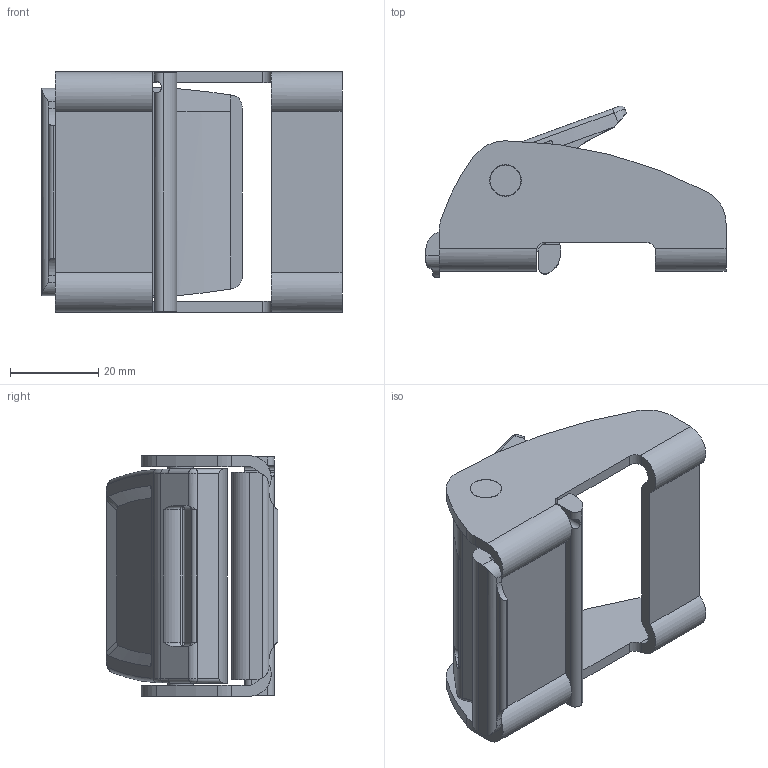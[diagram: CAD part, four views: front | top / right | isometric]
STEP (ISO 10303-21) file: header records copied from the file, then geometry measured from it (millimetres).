
FILE_DESCRIPTION (( 'STEP AP203' ), '1' );
FILE_NAME ('C-996-1.STEP', '2017-12-11T04:00:52', ( '' ), ( '' ), 'SwSTEP 2.0', 'SolidWorks 2014', '' );
FILE_SCHEMA (( 'CONFIG_CONTROL_DESIGN' ));
Length unit declared in the file: millimetre
Products named in the file (5): C-996-1; C-996-1_ライナー; C-996-1_ブラケット; C-996-1_ピン; C-996-1_レバー
Assembly tree (4 placements, depth 2):
  C-996-1
    C-996-1_ブラケット
    C-996-1_レバー
    C-996-1_ライナー
    C-996-1_ピン
Bounding box: 68 x 38.9 x 54.5 mm (x, y, z)
Volume: 34364.4 mm3; surface area: 22358.2 mm2
Topology: 4 solids, 4 shells, 163 faces, 424 edges, 270 vertices
Faces by surface type: cylinder 78, plane 59, bspline 12, torus 10, cone 4
Entity records: 6083 total; most frequent: CARTESIAN_POINT 1621, ORIENTED_EDGE 844, DIRECTION 830, EDGE_CURVE 422, AXIS2_PLACEMENT_3D 319, VERTEX_POINT 270, LINE 192, VECTOR 192
